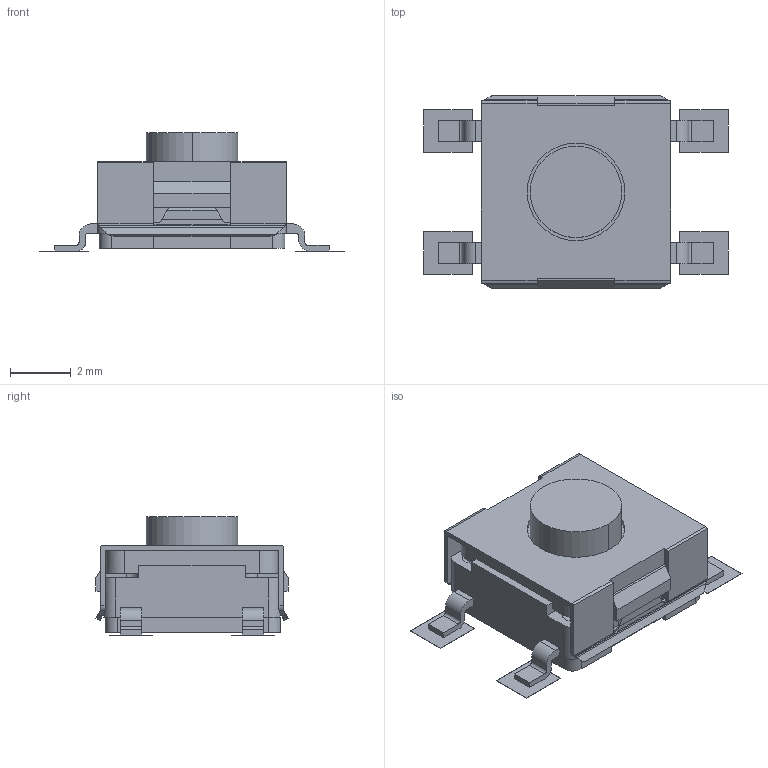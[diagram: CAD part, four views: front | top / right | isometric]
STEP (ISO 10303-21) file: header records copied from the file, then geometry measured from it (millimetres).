
FILE_DESCRIPTION((''),'2;1');
FILE_NAME('280-0142-000','2018-12-26T',('amustafa'),(''),'CREO PARAMETRIC BY PTC INC, 2018070','CREO PARAMETRIC BY PTC INC, 2018070','');
FILE_SCHEMA(('CONFIG_CONTROL_DESIGN','GEOMETRIC_VALIDATION_PROPERTIES_MIM'));
Length unit declared in the file: inch
Products named in the file (1): 280-0142-000
Bounding box: 10 x 6.3 x 3.9 mm (x, y, z)
Volume: 89.3 mm3; surface area: 320 mm2
Topology: 3 solids, 10 shells, 519 faces, 1433 edges, 937 vertices
Faces by surface type: plane 347, cylinder 143, bspline 16, extrusion 6, cone 4, sphere 3
Entity records: 22547 total; most frequent: CARTESIAN_POINT 4574, ORIENTED_EDGE 2866, DIRECTION 2532, PRESENTATION_STYLE_ASSIGNMENT 1469, STYLED_ITEM 1436, CURVE_STYLE 1433, EDGE_CURVE 1433, VECTOR 1040
